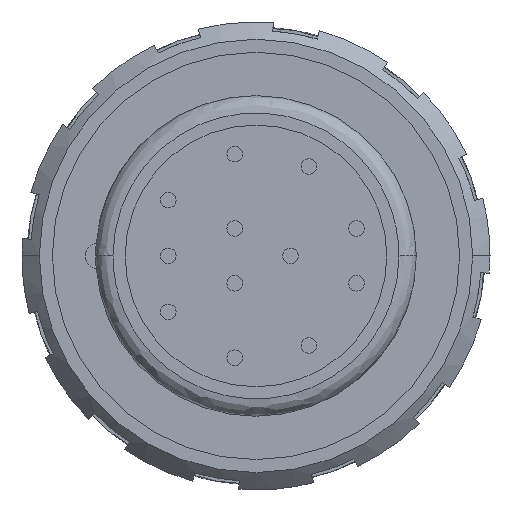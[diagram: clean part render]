
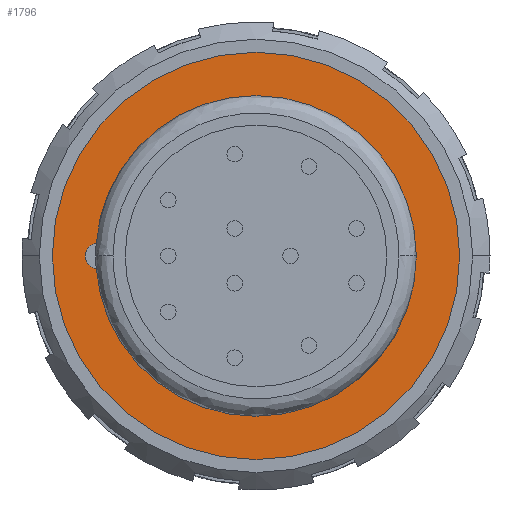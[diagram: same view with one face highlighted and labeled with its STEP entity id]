
A CAD part, left-side view. The second image highlights one B-rep face of the part: STEP entity #1796.
In plain terms, the highlighted planar face has unit normal (-1, 0, 0).
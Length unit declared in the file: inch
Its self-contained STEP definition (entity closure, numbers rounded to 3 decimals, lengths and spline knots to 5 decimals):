
#46 = CARTESIAN_POINT ( 'NONE',  ( -0.5874, 0., 0. ) ) ;
#88 = CARTESIAN_POINT ( 'NONE',  ( -0.5874, 0.36301, -0.02915 ) ) ;
#114 = CIRCLE ( 'NONE', #4358, 0.4626 ) ;
#125 = CARTESIAN_POINT ( 'NONE',  ( -0.5874, -0.4626, 0. ) ) ;
#167 = CIRCLE ( 'NONE', #4659, 0.36417 ) ;
#174 = DIRECTION ( 'NONE',  ( -1., 0., 0. ) ) ;
#271 = DIRECTION ( 'NONE',  ( 0., 0., -1. ) ) ;
#361 = CARTESIAN_POINT ( 'NONE',  ( -0.5874, 0., 0.36417 ) ) ;
#495 = CIRCLE ( 'NONE', #2366, 0.36417 ) ;
#531 = CARTESIAN_POINT ( 'NONE',  ( -0.5874, 0., 0. ) ) ;
#624 = EDGE_CURVE ( 'NONE', #2706, #4696, #2490, .T. ) ;
#763 = ORIENTED_EDGE ( 'NONE', *, *, #4342, .F. ) ;
#876 = DIRECTION ( 'NONE',  ( 0., 0., -1. ) ) ;
#931 = CARTESIAN_POINT ( 'NONE',  ( -0.5874, 0.4626, 0. ) ) ;
#1062 = CARTESIAN_POINT ( 'NONE',  ( -0.5874, 0.36301, 0.02915 ) ) ;
#1191 = PLANE ( 'NONE',  #3583 ) ;
#1238 = DIRECTION ( 'NONE',  ( 0., 0., -1. ) ) ;
#1270 = CIRCLE ( 'NONE', #4744, 0.36417 ) ;
#1294 = EDGE_CURVE ( 'NONE', #4696, #3364, #167, .T. ) ;
#1307 = CARTESIAN_POINT ( 'NONE',  ( -0.5874, 0., 0. ) ) ;
#1522 = DIRECTION ( 'NONE',  ( -1., 0., 0. ) ) ;
#1750 = DIRECTION ( 'NONE',  ( 0., 0., -1. ) ) ;
#1796 = ADVANCED_FACE ( 'NONE', ( #2777, #2724 ), #1191, .F. ) ;
#1839 = EDGE_CURVE ( 'NONE', #3539, #2180, #4125, .T. ) ;
#1978 = DIRECTION ( 'NONE',  ( 0., 0., -1. ) ) ;
#2020 = DIRECTION ( 'NONE',  ( 1., 0., 0. ) ) ;
#2036 = AXIS2_PLACEMENT_3D ( 'NONE', #3044, #174, #876 ) ;
#2144 = EDGE_LOOP ( 'NONE', ( #2765, #4351, #3785 ) ) ;
#2180 = VERTEX_POINT ( 'NONE', #931 ) ;
#2256 = DIRECTION ( 'NONE',  ( 0., 0., 1. ) ) ;
#2365 = ORIENTED_EDGE ( 'NONE', *, *, #4555, .F. ) ;
#2366 = AXIS2_PLACEMENT_3D ( 'NONE', #46, #1522, #3397 ) ;
#2443 = AXIS2_PLACEMENT_3D ( 'NONE', #1307, #3120, #1238 ) ;
#2490 = CIRCLE ( 'NONE', #4722, 0.02953 ) ;
#2546 = CARTESIAN_POINT ( 'NONE',  ( -0.5874, 0., -0.36417 ) ) ;
#2706 = VERTEX_POINT ( 'NONE', #1062 ) ;
#2724 = FACE_OUTER_BOUND ( 'NONE', #2144, .T. ) ;
#2765 = ORIENTED_EDGE ( 'NONE', *, *, #4208, .T. ) ;
#2777 = FACE_BOUND ( 'NONE', #3624, .T. ) ;
#2854 = VERTEX_POINT ( 'NONE', #361 ) ;
#2915 = DIRECTION ( 'NONE',  ( -1., 0., 0. ) ) ;
#3000 = DIRECTION ( 'NONE',  ( -1., 0., 0. ) ) ;
#3044 = CARTESIAN_POINT ( 'NONE',  ( -0.5874, 0., 0. ) ) ;
#3085 = CARTESIAN_POINT ( 'NONE',  ( -0.5874, 0.35827, 0. ) ) ;
#3120 = DIRECTION ( 'NONE',  ( -1., 0., 0. ) ) ;
#3165 = DIRECTION ( 'NONE',  ( -1., 0., 0. ) ) ;
#3181 = CARTESIAN_POINT ( 'NONE',  ( -0.5874, 0., 0. ) ) ;
#3227 = CARTESIAN_POINT ( 'NONE',  ( -0.5874, 0., -0.4626 ) ) ;
#3364 = VERTEX_POINT ( 'NONE', #2546 ) ;
#3397 = DIRECTION ( 'NONE',  ( 0., 0., -1. ) ) ;
#3539 = VERTEX_POINT ( 'NONE', #125 ) ;
#3583 = AXIS2_PLACEMENT_3D ( 'NONE', #531, #2020, #1978 ) ;
#3593 = CIRCLE ( 'NONE', #2443, 0.4626 ) ;
#3610 = VERTEX_POINT ( 'NONE', #3227 ) ;
#3624 = EDGE_LOOP ( 'NONE', ( #4440, #763, #2365, #4059 ) ) ;
#3785 = ORIENTED_EDGE ( 'NONE', *, *, #1839, .T. ) ;
#4059 = ORIENTED_EDGE ( 'NONE', *, *, #1294, .F. ) ;
#4125 = CIRCLE ( 'NONE', #2036, 0.4626 ) ;
#4208 = EDGE_CURVE ( 'NONE', #2180, #3610, #3593, .T. ) ;
#4257 = CARTESIAN_POINT ( 'NONE',  ( -0.5874, 0., 0. ) ) ;
#4342 = EDGE_CURVE ( 'NONE', #2854, #2706, #1270, .T. ) ;
#4351 = ORIENTED_EDGE ( 'NONE', *, *, #4781, .T. ) ;
#4358 = AXIS2_PLACEMENT_3D ( 'NONE', #4257, #3165, #271 ) ;
#4440 = ORIENTED_EDGE ( 'NONE', *, *, #624, .F. ) ;
#4486 = DIRECTION ( 'NONE',  ( 0., 0., -1. ) ) ;
#4518 = CARTESIAN_POINT ( 'NONE',  ( -0.5874, 0., 0. ) ) ;
#4531 = DIRECTION ( 'NONE',  ( -1., 0., 0. ) ) ;
#4555 = EDGE_CURVE ( 'NONE', #3364, #2854, #495, .T. ) ;
#4659 = AXIS2_PLACEMENT_3D ( 'NONE', #4518, #3000, #4486 ) ;
#4696 = VERTEX_POINT ( 'NONE', #88 ) ;
#4722 = AXIS2_PLACEMENT_3D ( 'NONE', #3085, #4531, #2256 ) ;
#4744 = AXIS2_PLACEMENT_3D ( 'NONE', #3181, #2915, #1750 ) ;
#4781 = EDGE_CURVE ( 'NONE', #3610, #3539, #114, .T. ) ;
